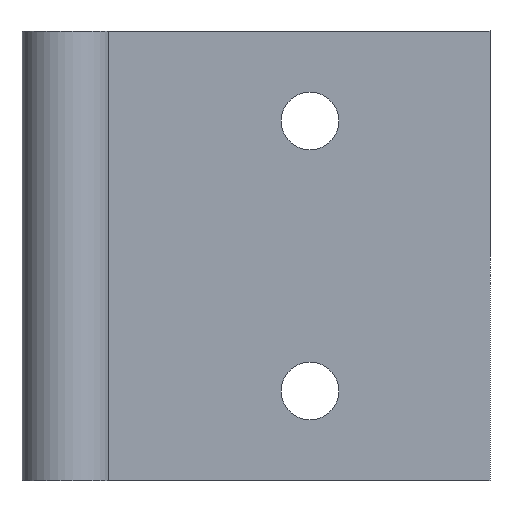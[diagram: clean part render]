
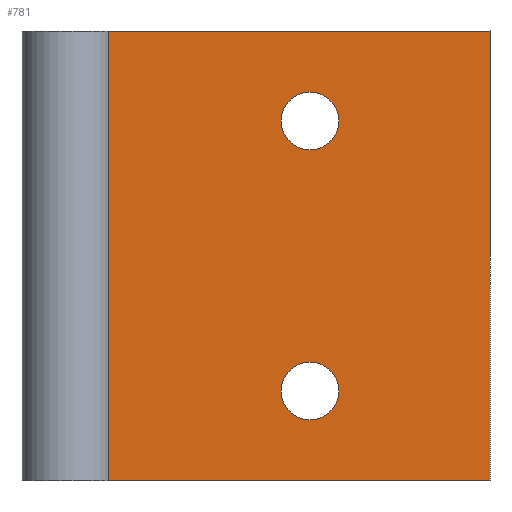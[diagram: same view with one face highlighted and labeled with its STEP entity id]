
A CAD part, front view. The second image highlights one B-rep face of the part: STEP entity #781.
In plain terms, the highlighted planar face has unit normal (0, -1, 0).
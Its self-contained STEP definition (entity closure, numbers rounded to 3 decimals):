
#15 = CIRCLE ( 'NONE', #492, 3.2 ) ;
#16 = EDGE_CURVE ( 'NONE', #620, #810, #15, .T. ) ;
#25 = FACE_BOUND ( 'NONE', #767, .T. ) ;
#36 = LINE ( 'NONE', #367, #840 ) ;
#37 = CIRCLE ( 'NONE', #93, 3.2 ) ;
#51 = EDGE_CURVE ( 'NONE', #72, #828, #37, .T. ) ;
#64 = EDGE_CURVE ( 'NONE', #828, #72, #498, .T. ) ;
#72 = VERTEX_POINT ( 'NONE', #748 ) ;
#75 = CARTESIAN_POINT ( 'NONE',  ( 47., -2., 25. ) ) ;
#80 = VERTEX_POINT ( 'NONE', #735 ) ;
#93 = AXIS2_PLACEMENT_3D ( 'NONE', #538, #397, #799 ) ;
#115 = ORIENTED_EDGE ( 'NONE', *, *, #16, .F. ) ;
#132 = ORIENTED_EDGE ( 'NONE', *, *, #136, .F. ) ;
#133 = DIRECTION ( 'NONE',  ( 0., -1., 0. ) ) ;
#136 = EDGE_CURVE ( 'NONE', #317, #80, #486, .T. ) ;
#140 = DIRECTION ( 'NONE',  ( 0., 1., 0. ) ) ;
#177 = CIRCLE ( 'NONE', #517, 3.2 ) ;
#196 = DIRECTION ( 'NONE',  ( 0., 0., 1. ) ) ;
#221 = LINE ( 'NONE', #365, #774 ) ;
#248 = EDGE_CURVE ( 'NONE', #829, #317, #221, .T. ) ;
#271 = DIRECTION ( 'NONE',  ( 0., 0., 1. ) ) ;
#287 = VECTOR ( 'NONE', #762, 1000. ) ;
#307 = AXIS2_PLACEMENT_3D ( 'NONE', #583, #140, #838 ) ;
#312 = ORIENTED_EDGE ( 'NONE', *, *, #64, .F. ) ;
#317 = VERTEX_POINT ( 'NONE', #601 ) ;
#324 = CARTESIAN_POINT ( 'NONE',  ( 27., -2., 18.2 ) ) ;
#362 = VERTEX_POINT ( 'NONE', #75 ) ;
#365 = CARTESIAN_POINT ( 'NONE',  ( 4.583, -2., -25. ) ) ;
#367 = CARTESIAN_POINT ( 'NONE',  ( 4.583, -2., 25. ) ) ;
#374 = ORIENTED_EDGE ( 'NONE', *, *, #248, .F. ) ;
#390 = EDGE_CURVE ( 'NONE', #810, #620, #177, .T. ) ;
#393 = CARTESIAN_POINT ( 'NONE',  ( 47., -2., -25. ) ) ;
#397 = DIRECTION ( 'NONE',  ( 0., -1., 0. ) ) ;
#425 = VECTOR ( 'NONE', #814, 1000. ) ;
#467 = LINE ( 'NONE', #752, #287 ) ;
#483 = EDGE_CURVE ( 'NONE', #362, #829, #467, .T. ) ;
#486 = LINE ( 'NONE', #613, #425 ) ;
#492 = AXIS2_PLACEMENT_3D ( 'NONE', #732, #784, #196 ) ;
#497 = CARTESIAN_POINT ( 'NONE',  ( 27., -2., -11.8 ) ) ;
#498 = CIRCLE ( 'NONE', #529, 3.2 ) ;
#500 = ORIENTED_EDGE ( 'NONE', *, *, #483, .F. ) ;
#517 = AXIS2_PLACEMENT_3D ( 'NONE', #594, #536, #271 ) ;
#526 = CARTESIAN_POINT ( 'NONE',  ( 27., -2., 15. ) ) ;
#529 = AXIS2_PLACEMENT_3D ( 'NONE', #526, #133, #590 ) ;
#536 = DIRECTION ( 'NONE',  ( 0., -1., 0. ) ) ;
#538 = CARTESIAN_POINT ( 'NONE',  ( 27., -2., 15. ) ) ;
#543 = FACE_BOUND ( 'NONE', #545, .T. ) ;
#545 = EDGE_LOOP ( 'NONE', ( #312, #597 ) ) ;
#551 = EDGE_CURVE ( 'NONE', #80, #362, #36, .T. ) ;
#560 = DIRECTION ( 'NONE',  ( 1., 0., 0. ) ) ;
#561 = DIRECTION ( 'NONE',  ( -1., 0., 0. ) ) ;
#583 = CARTESIAN_POINT ( 'NONE',  ( 4.583, -2., 25. ) ) ;
#590 = DIRECTION ( 'NONE',  ( 0., 0., 1. ) ) ;
#594 = CARTESIAN_POINT ( 'NONE',  ( 27., -2., -15. ) ) ;
#597 = ORIENTED_EDGE ( 'NONE', *, *, #51, .F. ) ;
#601 = CARTESIAN_POINT ( 'NONE',  ( 4.583, -2., -25. ) ) ;
#613 = CARTESIAN_POINT ( 'NONE',  ( 4.583, -2., 25. ) ) ;
#620 = VERTEX_POINT ( 'NONE', #497 ) ;
#678 = EDGE_LOOP ( 'NONE', ( #500, #725, #132, #374 ) ) ;
#705 = FACE_OUTER_BOUND ( 'NONE', #678, .T. ) ;
#715 = PLANE ( 'NONE',  #307 ) ;
#725 = ORIENTED_EDGE ( 'NONE', *, *, #551, .F. ) ;
#732 = CARTESIAN_POINT ( 'NONE',  ( 27., -2., -15. ) ) ;
#735 = CARTESIAN_POINT ( 'NONE',  ( 4.583, -2., 25. ) ) ;
#748 = CARTESIAN_POINT ( 'NONE',  ( 27., -2., 11.8 ) ) ;
#752 = CARTESIAN_POINT ( 'NONE',  ( 47., -2., 25. ) ) ;
#762 = DIRECTION ( 'NONE',  ( 0., 0., -1. ) ) ;
#767 = EDGE_LOOP ( 'NONE', ( #115, #811 ) ) ;
#774 = VECTOR ( 'NONE', #561, 1000. ) ;
#781 = ADVANCED_FACE ( 'NONE', ( #543, #25, #705 ), #715, .F. ) ;
#784 = DIRECTION ( 'NONE',  ( 0., -1., 0. ) ) ;
#792 = CARTESIAN_POINT ( 'NONE',  ( 27., -2., -18.2 ) ) ;
#799 = DIRECTION ( 'NONE',  ( 0., 0., 1. ) ) ;
#810 = VERTEX_POINT ( 'NONE', #792 ) ;
#811 = ORIENTED_EDGE ( 'NONE', *, *, #390, .F. ) ;
#814 = DIRECTION ( 'NONE',  ( 0., 0., 1. ) ) ;
#828 = VERTEX_POINT ( 'NONE', #324 ) ;
#829 = VERTEX_POINT ( 'NONE', #393 ) ;
#838 = DIRECTION ( 'NONE',  ( 0., 0., 1. ) ) ;
#840 = VECTOR ( 'NONE', #560, 1000. ) ;
